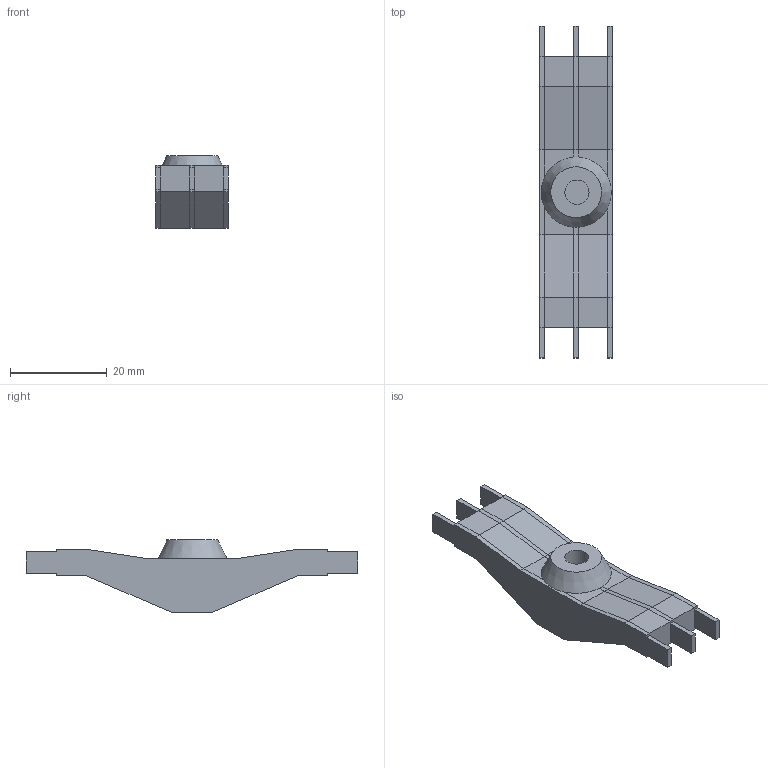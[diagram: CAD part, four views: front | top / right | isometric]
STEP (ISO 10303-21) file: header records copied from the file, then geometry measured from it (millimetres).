
FILE_DESCRIPTION(('FreeCAD Model'),'2;1');
FILE_NAME('Open CASCADE Shape Model','2023-08-31T17:29:33',(''),(''), 'Open CASCADE STEP processor 7.6','FreeCAD','Unknown');
FILE_SCHEMA(('AUTOMOTIVE_DESIGN { 1 0 10303 214 1 1 1 1 }'));
Length unit declared in the file: millimetre
Products named in the file (1): Quertraeger
Bounding box: 15 x 68.5 x 14.96 mm (x, y, z)
Volume: 7175.6 mm3; surface area: 3377 mm2
Topology: 1 solids, 1 shells, 101 faces, 230 edges, 132 vertices
Faces by surface type: plane 99, cone 1, cylinder 1
Full cylindrical faces by diameter (mm): 5 x1
Entity records: 2726 total; most frequent: CARTESIAN_POINT 464, ORIENTED_EDGE 460, DIRECTION 446, EDGE_CURVE 230, LINE 218, VECTOR 218, VERTEX_POINT 132, AXIS2_PLACEMENT_3D 114
